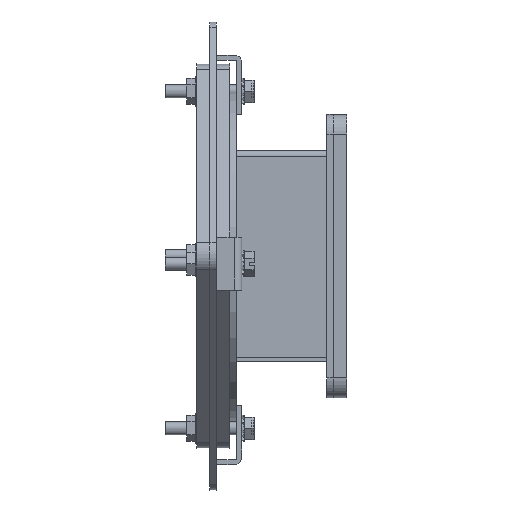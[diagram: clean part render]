
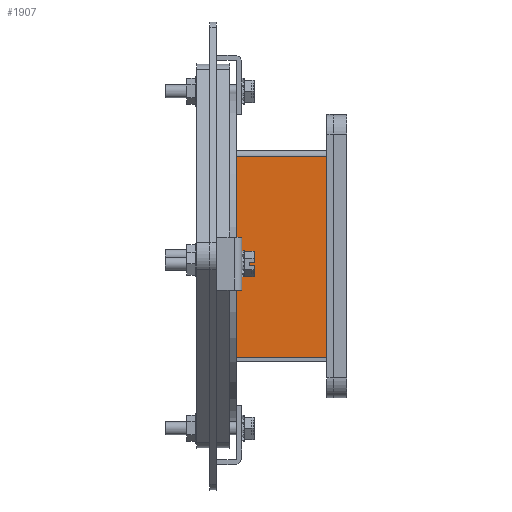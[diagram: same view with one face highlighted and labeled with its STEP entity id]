
A CAD part, left-side view. The second image highlights one B-rep face of the part: STEP entity #1907.
In plain terms, the highlighted planar face has unit normal (-1, 0, 0).
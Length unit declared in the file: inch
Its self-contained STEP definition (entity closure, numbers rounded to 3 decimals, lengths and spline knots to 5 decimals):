
#694 = VERTEX_POINT ( 'NONE', #11191 ) ;
#1871 = EDGE_CURVE ( 'NONE', #14409, #5414, #3358, .T. ) ;
#1907 = ADVANCED_FACE ( 'NONE', ( #6529 ), #14312, .F. ) ;
#2419 = EDGE_LOOP ( 'NONE', ( #15692, #3266, #13136, #17754 ) ) ;
#2669 = DIRECTION ( 'NONE',  ( 0., -1., 0. ) ) ;
#3266 = ORIENTED_EDGE ( 'NONE', *, *, #4576, .F. ) ;
#3358 = LINE ( 'NONE', #11033, #10231 ) ;
#4295 = LINE ( 'NONE', #19854, #19870 ) ;
#4576 = EDGE_CURVE ( 'NONE', #8734, #694, #14044, .T. ) ;
#5092 = DIRECTION ( 'NONE',  ( 0., 0., -1. ) ) ;
#5414 = VERTEX_POINT ( 'NONE', #7491 ) ;
#6312 = AXIS2_PLACEMENT_3D ( 'NONE', #14211, #11245, #11135 ) ;
#6360 = CARTESIAN_POINT ( 'NONE',  ( -2., -0.859, 2. ) ) ;
#6529 = FACE_OUTER_BOUND ( 'NONE', #2419, .T. ) ;
#6531 = CARTESIAN_POINT ( 'NONE',  ( -2., -0.859, 1.892 ) ) ;
#7491 = CARTESIAN_POINT ( 'NONE',  ( -2., 0.859, -1.927 ) ) ;
#7923 = EDGE_CURVE ( 'NONE', #14409, #8734, #4295, .T. ) ;
#8379 = CARTESIAN_POINT ( 'NONE',  ( -2., -0.859, -1.927 ) ) ;
#8734 = VERTEX_POINT ( 'NONE', #6531 ) ;
#8876 = EDGE_CURVE ( 'NONE', #694, #5414, #12989, .T. ) ;
#10231 = VECTOR ( 'NONE', #5092, 39.37008 ) ;
#11033 = CARTESIAN_POINT ( 'NONE',  ( -2., 0.859, -2. ) ) ;
#11135 = DIRECTION ( 'NONE',  ( 0., 0., -1. ) ) ;
#11191 = CARTESIAN_POINT ( 'NONE',  ( -2., -0.859, -1.927 ) ) ;
#11245 = DIRECTION ( 'NONE',  ( 1., 0., 0. ) ) ;
#11412 = VECTOR ( 'NONE', #12600, 39.37008 ) ;
#12600 = DIRECTION ( 'NONE',  ( 0., 0., -1. ) ) ;
#12896 = CARTESIAN_POINT ( 'NONE',  ( -2., 0.859, 1.892 ) ) ;
#12989 = LINE ( 'NONE', #8379, #19702 ) ;
#13136 = ORIENTED_EDGE ( 'NONE', *, *, #7923, .F. ) ;
#14044 = LINE ( 'NONE', #6360, #11412 ) ;
#14211 = CARTESIAN_POINT ( 'NONE',  ( -2., -0.859, 2. ) ) ;
#14312 = PLANE ( 'NONE',  #6312 ) ;
#14409 = VERTEX_POINT ( 'NONE', #12896 ) ;
#15692 = ORIENTED_EDGE ( 'NONE', *, *, #8876, .F. ) ;
#15937 = DIRECTION ( 'NONE',  ( 0., 1., 0. ) ) ;
#17754 = ORIENTED_EDGE ( 'NONE', *, *, #1871, .T. ) ;
#19702 = VECTOR ( 'NONE', #15937, 39.37008 ) ;
#19854 = CARTESIAN_POINT ( 'NONE',  ( -2., -0.859, 1.892 ) ) ;
#19870 = VECTOR ( 'NONE', #2669, 39.37008 ) ;
